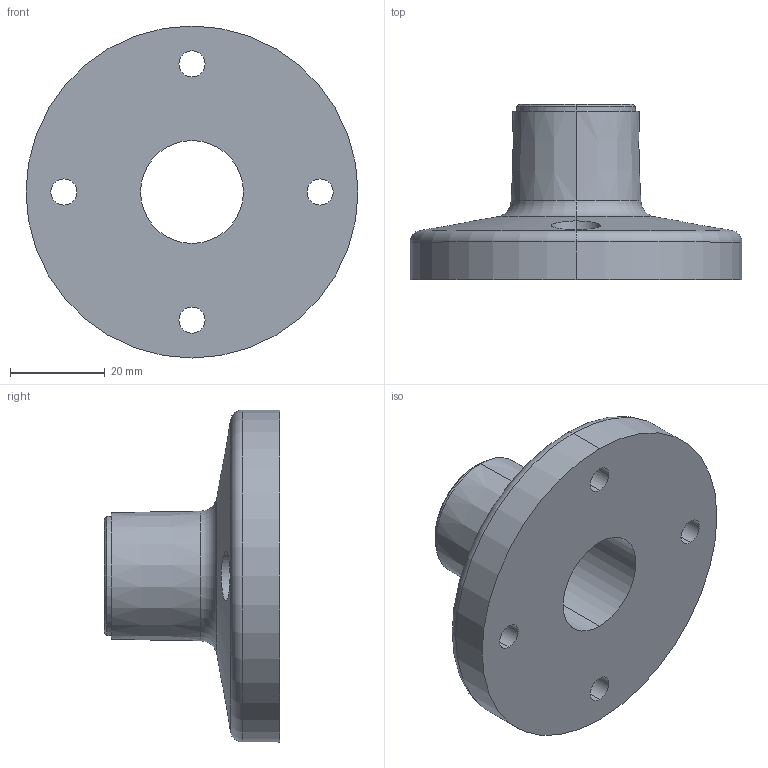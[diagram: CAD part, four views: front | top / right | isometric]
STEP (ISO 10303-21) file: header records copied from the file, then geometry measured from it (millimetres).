
FILE_DESCRIPTION(('STEP AP214'),'1');
FILE_NAME('cctmp_84391540-4626-4871-BE64-8756928DCB02_2023_10_16_23_19_17_0450..stp','2023-10-16T21:19:17',('SIEMENS A&D'),('CADClick - www.CADClick.com'),'Spatial InterOp 3D postprocessed',' ','unknown authorization');
FILE_SCHEMA(('AUTOMOTIVE_DESIGN'));
Length unit declared in the file: millimetre
Products named in the file (1): 2023_10_16_23_19_17_0450
Bounding box: 70 x 37 x 70 mm (x, y, z)
Volume: 42643.3 mm3; surface area: 14429.3 mm2
Topology: 1 solids, 1 shells, 39 faces, 88 edges, 54 vertices
Faces by surface type: cylinder 22, plane 7, cone 6, torus 4
Entity records: 1555 total; most frequent: CARTESIAN_POINT 491, DIRECTION 210, ORIENTED_EDGE 176, AXIS2_PLACEMENT_3D 90, EDGE_CURVE 88, VERTEX_POINT 54, EDGE_LOOP 52, CIRCLE 50
